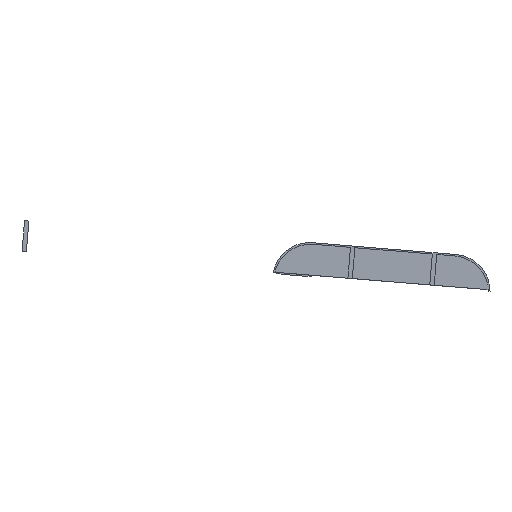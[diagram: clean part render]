
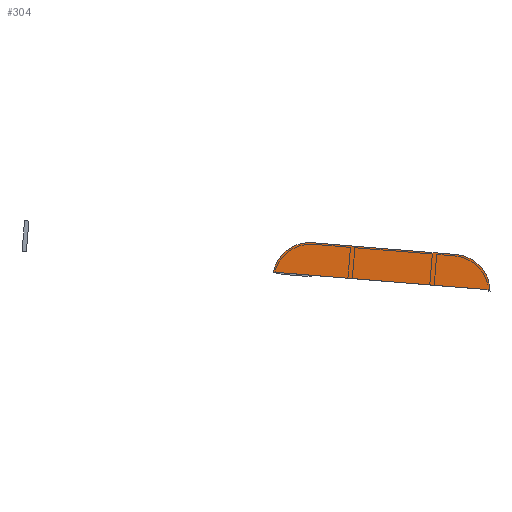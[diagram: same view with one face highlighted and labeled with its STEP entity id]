
A CAD part, front view. The second image highlights one B-rep face of the part: STEP entity #304.
In plain terms, the highlighted planar face has unit normal (0, -1, 0).
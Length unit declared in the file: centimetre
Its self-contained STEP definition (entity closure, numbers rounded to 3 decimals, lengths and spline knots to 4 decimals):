
#31 = DIRECTION ( 'NONE',  ( 0., 0., -1. ) ) ;
#36 = CARTESIAN_POINT ( 'NONE',  ( -3.8702, 0., -3.9444 ) ) ;
#61 = DIRECTION ( 'NONE',  ( 0.082, 0., 0.997 ) ) ;
#92 = VECTOR ( 'NONE', #61, 100. ) ;
#106 = CARTESIAN_POINT ( 'NONE',  ( -8.2562, 0., -4.1371 ) ) ;
#126 = CARTESIAN_POINT ( 'NONE',  ( -27.7402, 0., -2.542 ) ) ;
#141 = EDGE_CURVE ( 'NONE', #1048, #1514, #788, .T. ) ;
#146 = ORIENTED_EDGE ( 'NONE', *, *, #920, .T. ) ;
#163 = AXIS2_PLACEMENT_3D ( 'NONE', #1343, #1107, #31 ) ;
#223 = EDGE_CURVE ( 'NONE', #333, #1074, #1366, .T. ) ;
#240 = CIRCLE ( 'NONE', #423, 5. ) ;
#242 = CIRCLE ( 'NONE', #1122, 5. ) ;
#251 = ORIENTED_EDGE ( 'NONE', *, *, #141, .T. ) ;
#258 = DIRECTION ( 'NONE',  ( 0., -1., 0. ) ) ;
#263 = EDGE_CURVE ( 'NONE', #333, #1214, #665, .T. ) ;
#271 = DIRECTION ( 'NONE',  ( 0., 1., 0. ) ) ;
#273 = EDGE_CURVE ( 'NONE', #1048, #1169, #517, .T. ) ;
#277 = DIRECTION ( 'NONE',  ( 0., 0., -1. ) ) ;
#288 = VECTOR ( 'NONE', #1518, 100. ) ;
#292 = DIRECTION ( 'NONE',  ( -0.997, 0., 0.082 ) ) ;
#302 = DIRECTION ( 'NONE',  ( -0.997, 0., 0.082 ) ) ;
#304 = ADVANCED_FACE ( 'NONE', ( #1379 ), #758, .T. ) ;
#305 = ORIENTED_EDGE ( 'NONE', *, *, #273, .F. ) ;
#322 = CARTESIAN_POINT ( 'NONE',  ( -27.3322, 0., 2.4414 ) ) ;
#326 = ORIENTED_EDGE ( 'NONE', *, *, #263, .F. ) ;
#333 = VERTEX_POINT ( 'NONE', #655 ) ;
#354 = CARTESIAN_POINT ( 'NONE',  ( -3.4674, 0., -3.9272 ) ) ;
#387 = AXIS2_PLACEMENT_3D ( 'NONE', #907, #1264, #1142 ) ;
#388 = CARTESIAN_POINT ( 'NONE',  ( -8.4518, 0., -4.3218 ) ) ;
#411 = CARTESIAN_POINT ( 'NONE',  ( -32.4392, 0., -1.5552 ) ) ;
#423 = AXIS2_PLACEMENT_3D ( 'NONE', #388, #271, #277 ) ;
#429 = CARTESIAN_POINT ( 'NONE',  ( -3.8661, 0., -3.8945 ) ) ;
#433 = VERTEX_POINT ( 'NONE', #322 ) ;
#444 = CARTESIAN_POINT ( 'NONE',  ( -32.4392, 0., -1.5552 ) ) ;
#445 = ORIENTED_EDGE ( 'NONE', *, *, #1164, .T. ) ;
#453 = CARTESIAN_POINT ( 'NONE',  ( -3.8702, 0., -3.9444 ) ) ;
#465 = EDGE_CURVE ( 'NONE', #1074, #939, #653, .T. ) ;
#488 = DIRECTION ( 'NONE',  ( 0., 0., -1. ) ) ;
#517 = LINE ( 'NONE', #914, #659 ) ;
#524 = EDGE_LOOP ( 'NONE', ( #825, #1463, #1471, #146, #801, #326, #1448, #1539, #445, #305, #251 ) ) ;
#540 = CARTESIAN_POINT ( 'NONE',  ( -3.4715, 0., -3.977 ) ) ;
#564 = VECTOR ( 'NONE', #1259, 100. ) ;
#566 = VERTEX_POINT ( 'NONE', #429 ) ;
#585 = EDGE_CURVE ( 'NONE', #433, #1514, #855, .T. ) ;
#631 = CIRCLE ( 'NONE', #163, 5. ) ;
#640 = CARTESIAN_POINT ( 'NONE',  ( -32.6386, 0., -1.5389 ) ) ;
#653 = LINE ( 'NONE', #411, #288 ) ;
#655 = CARTESIAN_POINT ( 'NONE',  ( -3.4715, 0., -3.977 ) ) ;
#659 = VECTOR ( 'NONE', #292, 100. ) ;
#665 = LINE ( 'NONE', #540, #1397 ) ;
#672 = CARTESIAN_POINT ( 'NONE',  ( -3.4674, 0., -3.9272 ) ) ;
#700 = VERTEX_POINT ( 'NONE', #1083 ) ;
#725 = EDGE_CURVE ( 'NONE', #433, #700, #242, .T. ) ;
#742 = DIRECTION ( 'NONE',  ( 0., -1., 0. ) ) ;
#755 = CARTESIAN_POINT ( 'NONE',  ( -3.4555, 0., -4.1288 ) ) ;
#758 = PLANE ( 'NONE',  #387 ) ;
#788 = CIRCLE ( 'NONE', #1521, 5. ) ;
#801 = ORIENTED_EDGE ( 'NONE', *, *, #1058, .F. ) ;
#825 = ORIENTED_EDGE ( 'NONE', *, *, #585, .F. ) ;
#827 = DIRECTION ( 'NONE',  ( 0.082, 0., 0.997 ) ) ;
#855 = LINE ( 'NONE', #1303, #1429 ) ;
#868 = VERTEX_POINT ( 'NONE', #640 ) ;
#907 = CARTESIAN_POINT ( 'NONE',  ( 0., 0., 0. ) ) ;
#914 = CARTESIAN_POINT ( 'NONE',  ( -3.2562, 0., -4.1451 ) ) ;
#920 = EDGE_CURVE ( 'NONE', #868, #566, #1177, .T. ) ;
#939 = VERTEX_POINT ( 'NONE', #672 ) ;
#1048 = VERTEX_POINT ( 'NONE', #1098 ) ;
#1058 = EDGE_CURVE ( 'NONE', #1214, #566, #1449, .T. ) ;
#1074 = VERTEX_POINT ( 'NONE', #354 ) ;
#1083 = CARTESIAN_POINT ( 'NONE',  ( -27.7402, 0., 2.458 ) ) ;
#1098 = CARTESIAN_POINT ( 'NONE',  ( -3.2562, 0., -4.1451 ) ) ;
#1107 = DIRECTION ( 'NONE',  ( 0., -1., 0. ) ) ;
#1122 = AXIS2_PLACEMENT_3D ( 'NONE', #126, #742, #1320 ) ;
#1129 = CARTESIAN_POINT ( 'NONE',  ( -3.4715, 0., -3.977 ) ) ;
#1142 = DIRECTION ( 'NONE',  ( -1., 0., 0. ) ) ;
#1164 = EDGE_CURVE ( 'NONE', #939, #1169, #240, .T. ) ;
#1169 = VERTEX_POINT ( 'NONE', #755 ) ;
#1177 = LINE ( 'NONE', #444, #564 ) ;
#1180 = EDGE_CURVE ( 'NONE', #700, #868, #631, .T. ) ;
#1214 = VERTEX_POINT ( 'NONE', #36 ) ;
#1259 = DIRECTION ( 'NONE',  ( 0.997, 0., -0.082 ) ) ;
#1264 = DIRECTION ( 'NONE',  ( 0., -1., 0. ) ) ;
#1303 = CARTESIAN_POINT ( 'NONE',  ( -3.0802, 0., 0.4559 ) ) ;
#1308 = CARTESIAN_POINT ( 'NONE',  ( -7.8482, 0., 0.8462 ) ) ;
#1310 = DIRECTION ( 'NONE',  ( 0.997, 0., -0.082 ) ) ;
#1320 = DIRECTION ( 'NONE',  ( 0., 0., -1. ) ) ;
#1343 = CARTESIAN_POINT ( 'NONE',  ( -27.7402, 0., -2.542 ) ) ;
#1366 = LINE ( 'NONE', #1129, #92 ) ;
#1372 = VECTOR ( 'NONE', #827, 100. ) ;
#1379 = FACE_OUTER_BOUND ( 'NONE', #524, .T. ) ;
#1397 = VECTOR ( 'NONE', #302, 100. ) ;
#1429 = VECTOR ( 'NONE', #1310, 100. ) ;
#1448 = ORIENTED_EDGE ( 'NONE', *, *, #223, .T. ) ;
#1449 = LINE ( 'NONE', #453, #1372 ) ;
#1463 = ORIENTED_EDGE ( 'NONE', *, *, #725, .T. ) ;
#1471 = ORIENTED_EDGE ( 'NONE', *, *, #1180, .T. ) ;
#1514 = VERTEX_POINT ( 'NONE', #1308 ) ;
#1518 = DIRECTION ( 'NONE',  ( 0.997, 0., -0.082 ) ) ;
#1521 = AXIS2_PLACEMENT_3D ( 'NONE', #106, #258, #488 ) ;
#1539 = ORIENTED_EDGE ( 'NONE', *, *, #465, .T. ) ;
